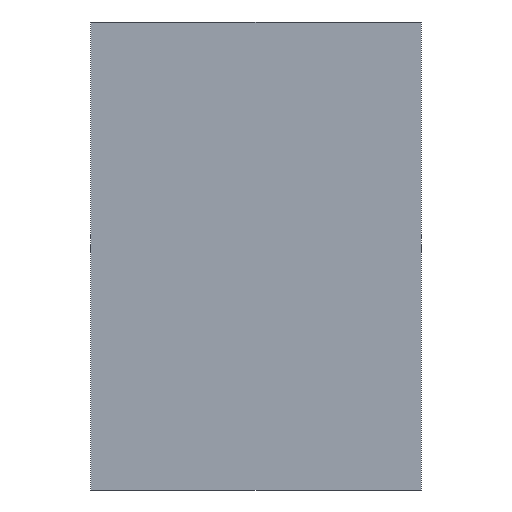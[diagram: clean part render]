
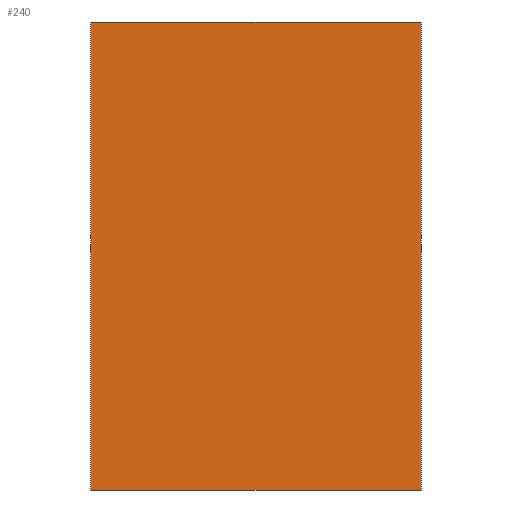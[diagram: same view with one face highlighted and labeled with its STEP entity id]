
A CAD part, front view. The second image highlights one B-rep face of the part: STEP entity #240.
In plain terms, the highlighted planar face has unit normal (0, -1, 0).
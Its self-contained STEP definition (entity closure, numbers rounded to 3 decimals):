
#48=FACE_OUTER_BOUND('',#61,.T.);
#61=EDGE_LOOP('',(#188,#189,#190,#191));
#69=LINE('',#392,#96);
#73=LINE('',#400,#100);
#76=LINE('',#406,#103);
#79=LINE('',#411,#106);
#96=VECTOR('',#322,10.);
#100=VECTOR('',#328,10.);
#103=VECTOR('',#333,10.);
#106=VECTOR('',#338,10.);
#123=VERTEX_POINT('',#390);
#124=VERTEX_POINT('',#391);
#127=VERTEX_POINT('',#399);
#129=VERTEX_POINT('',#405);
#141=EDGE_CURVE('',#123,#124,#69,.T.);
#145=EDGE_CURVE('',#127,#123,#73,.T.);
#148=EDGE_CURVE('',#129,#127,#76,.T.);
#151=EDGE_CURVE('',#124,#129,#79,.T.);
#188=ORIENTED_EDGE('',*,*,#151,.F.);
#189=ORIENTED_EDGE('',*,*,#141,.F.);
#190=ORIENTED_EDGE('',*,*,#145,.F.);
#191=ORIENTED_EDGE('',*,*,#148,.F.);
#227=PLANE('',#301);
#240=ADVANCED_FACE('',(#48),#227,.F.);
#301=AXIS2_PLACEMENT_3D('',#414,#342,#343);
#322=DIRECTION('',(-1.,0.,0.));
#328=DIRECTION('',(0.,0.,-1.));
#333=DIRECTION('',(1.,0.,0.));
#338=DIRECTION('',(0.,0.,1.));
#342=DIRECTION('center_axis',(0.,1.,0.));
#343=DIRECTION('ref_axis',(0.,0.,1.));
#390=CARTESIAN_POINT('',(148.5,0.,-210.));
#391=CARTESIAN_POINT('',(-148.5,0.,-210.));
#392=CARTESIAN_POINT('',(148.5,0.,-210.));
#399=CARTESIAN_POINT('',(148.5,0.,210.));
#400=CARTESIAN_POINT('',(148.5,0.,210.));
#405=CARTESIAN_POINT('',(-148.5,0.,210.));
#406=CARTESIAN_POINT('',(-148.5,0.,210.));
#411=CARTESIAN_POINT('',(-148.5,0.,-210.));
#414=CARTESIAN_POINT('Origin',(0.,0.,0.));
